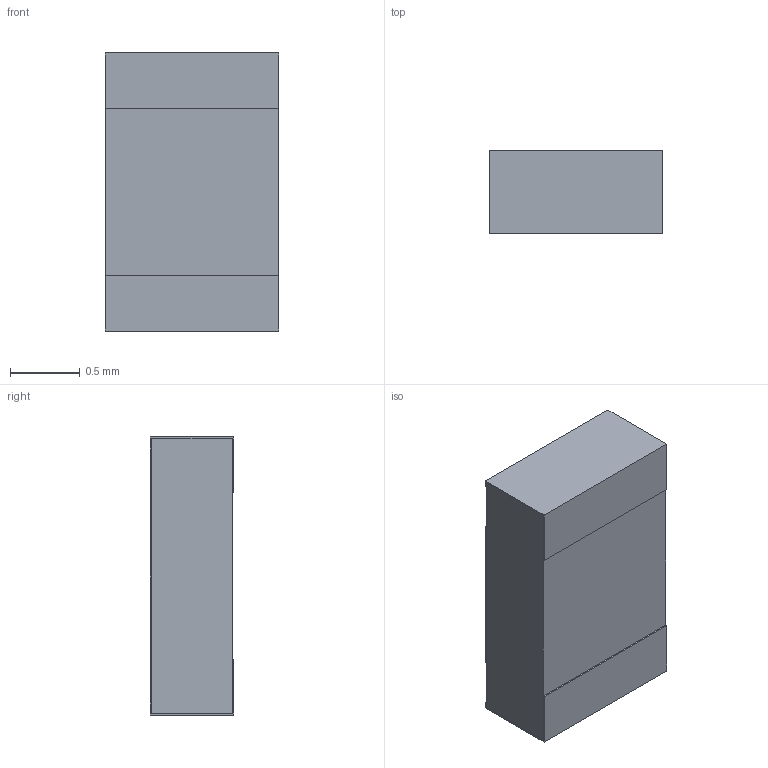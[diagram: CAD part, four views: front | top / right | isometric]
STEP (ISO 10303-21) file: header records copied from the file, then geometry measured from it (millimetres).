
FILE_DESCRIPTION (( 'STEP AP214' ), '1' );
FILE_NAME ('86BBA121-AAAF-4098-BAAE-BD8E8A6E2CDA.STEP', '2022-11-09T09:37:32', ( '' ), ( '' ), 'SwSTEP 2.0', 'SolidWorks 2022', '' );
FILE_SCHEMA (( 'AUTOMOTIVE_DESIGN' ));
Length unit declared in the file: millimetre
Products named in the file (1): 86BBA121-AAAF-4098-BAAE-BD8E8A6E2CDA
Bounding box: 1.25 x 0.6 x 2 mm (x, y, z)
Volume: 1.5 mm3; surface area: 18.5 mm2
Topology: 4 solids, 4 shells, 100 faces, 252 edges, 168 vertices
Faces by surface type: plane 55, bspline 45
Entity records: 6115 total; most frequent: CARTESIAN_POINT 3470, ORIENTED_EDGE 504, DIRECTION 274, EDGE_CURVE 252, VERTEX_POINT 168, LINE 162, VECTOR 162, EDGE_LOOP 108
